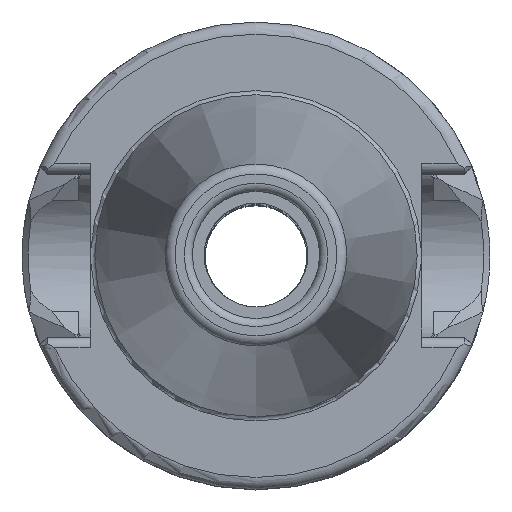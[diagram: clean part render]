
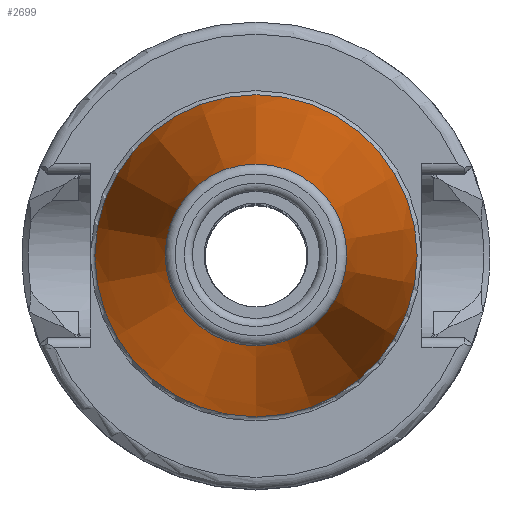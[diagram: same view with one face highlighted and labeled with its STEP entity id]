
A CAD part, top view. The second image highlights one B-rep face of the part: STEP entity #2699.
In plain terms, the highlighted conical face has half-angle 8.297 degrees and reference radius 12.394 mm.
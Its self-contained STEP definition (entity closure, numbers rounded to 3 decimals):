
#449=FACE_OUTER_BOUND('',#619,.T.);
#619=EDGE_LOOP('',(#2532,#2533,#2534,#2535,#2536));
#720=CIRCLE('',#2967,8.941);
#721=CIRCLE('',#2968,8.941);
#746=CIRCLE('',#3013,15.846);
#896=LINE('',#5705,#1046);
#1046=VECTOR('',#3750,12.394);
#1293=VERTEX_POINT('',#5625);
#1294=VERTEX_POINT('',#5627);
#1315=VERTEX_POINT('',#5701);
#1687=EDGE_CURVE('',#1293,#1294,#720,.T.);
#1688=EDGE_CURVE('',#1294,#1293,#721,.T.);
#1720=EDGE_CURVE('',#1315,#1315,#746,.T.);
#1722=EDGE_CURVE('',#1294,#1315,#896,.T.);
#2532=ORIENTED_EDGE('',*,*,#1688,.F.);
#2533=ORIENTED_EDGE('',*,*,#1722,.T.);
#2534=ORIENTED_EDGE('',*,*,#1720,.T.);
#2535=ORIENTED_EDGE('',*,*,#1722,.F.);
#2536=ORIENTED_EDGE('',*,*,#1687,.F.);
#2550=CONICAL_SURFACE('',#3014,12.394,0.145);
#2699=ADVANCED_FACE('',(#449),#2550,.T.);
#2967=AXIS2_PLACEMENT_3D('',#5628,#3646,#3647);
#2968=AXIS2_PLACEMENT_3D('',#5629,#3648,#3649);
#3013=AXIS2_PLACEMENT_3D('',#5702,#3745,#3746);
#3014=AXIS2_PLACEMENT_3D('',#5704,#3748,#3749);
#3646=DIRECTION('center_axis',(0.,0.,1.));
#3647=DIRECTION('ref_axis',(1.,0.,0.));
#3648=DIRECTION('center_axis',(0.,0.,1.));
#3649=DIRECTION('ref_axis',(1.,0.,0.));
#3745=DIRECTION('center_axis',(0.,0.,1.));
#3746=DIRECTION('ref_axis',(1.,0.,0.));
#3748=DIRECTION('center_axis',(0.,0.,-1.));
#3749=DIRECTION('ref_axis',(0.,-1.,0.));
#3750=DIRECTION('',(0.,0.144,-0.99));
#5625=CARTESIAN_POINT('',(8.941,0.,47.544));
#5627=CARTESIAN_POINT('',(0.,8.941,47.544));
#5628=CARTESIAN_POINT('Origin',(0.,0.,47.544));
#5629=CARTESIAN_POINT('Origin',(0.,0.,47.544));
#5701=CARTESIAN_POINT('',(0.,15.846,0.2));
#5702=CARTESIAN_POINT('Origin',(0.,0.,0.2));
#5704=CARTESIAN_POINT('Origin',(0.,0.,23.872));
#5705=CARTESIAN_POINT('',(0.,12.394,23.872));
